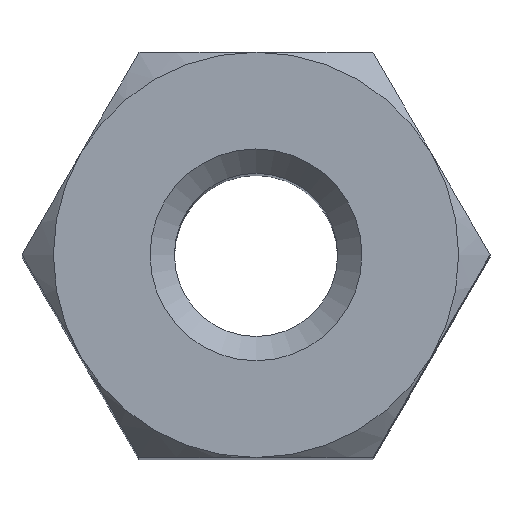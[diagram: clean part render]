
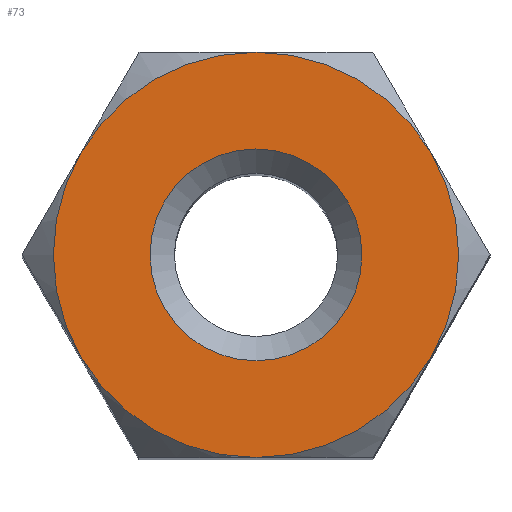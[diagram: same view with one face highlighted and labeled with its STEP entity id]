
A CAD part, top view. The second image highlights one B-rep face of the part: STEP entity #73.
In plain terms, the highlighted planar face has unit normal (0, 0, 1).
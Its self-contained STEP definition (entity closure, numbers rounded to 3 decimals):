
#73 = ADVANCED_FACE( '', ( #152, #153 ), #154, .T. );
#152 = FACE_BOUND( '', #233, .T. );
#153 = FACE_OUTER_BOUND( '', #234, .T. );
#154 = PLANE( '', #235 );
#233 = EDGE_LOOP( '', ( #371 ) );
#234 = EDGE_LOOP( '', ( #372, #373, #374, #375, #376, #377 ) );
#235 = AXIS2_PLACEMENT_3D( '', #378, #379, #380 );
#371 = ORIENTED_EDGE( '', *, *, #487, .T. );
#372 = ORIENTED_EDGE( '', *, *, #502, .F. );
#373 = ORIENTED_EDGE( '', *, *, #476, .F. );
#374 = ORIENTED_EDGE( '', *, *, #503, .F. );
#375 = ORIENTED_EDGE( '', *, *, #504, .T. );
#376 = ORIENTED_EDGE( '', *, *, #497, .F. );
#377 = ORIENTED_EDGE( '', *, *, #459, .F. );
#378 = CARTESIAN_POINT( '', ( 0., 0., 8. ) );
#379 = DIRECTION( '', ( 0., 0., 1. ) );
#380 = DIRECTION( '', ( 1., 0., 0. ) );
#459 = EDGE_CURVE( '', #534, #537, #538, .F. );
#476 = EDGE_CURVE( '', #562, #565, #566, .F. );
#487 = EDGE_CURVE( '', #580, #580, #581, .T. );
#497 = EDGE_CURVE( '', #537, #593, #594, .F. );
#502 = EDGE_CURVE( '', #565, #534, #599, .F. );
#503 = EDGE_CURVE( '', #554, #562, #600, .F. );
#504 = EDGE_CURVE( '', #554, #593, #601, .T. );
#534 = VERTEX_POINT( '', #631 );
#537 = VERTEX_POINT( '', #641 );
#538 = CIRCLE( '', #642, 2.5 );
#554 = VERTEX_POINT( '', #692 );
#562 = VERTEX_POINT( '', #718 );
#565 = VERTEX_POINT( '', #726 );
#566 = CIRCLE( '', #727, 2.5 );
#580 = VERTEX_POINT( '', #768 );
#581 = CIRCLE( '', #769, 1.307 );
#593 = VERTEX_POINT( '', #806 );
#594 = CIRCLE( '', #807, 2.5 );
#599 = CIRCLE( '', #826, 2.5 );
#600 = CIRCLE( '', #827, 2.5 );
#601 = CIRCLE( '', #828, 2.5 );
#631 = CARTESIAN_POINT( '', ( 0., -2.5, 8. ) );
#641 = CARTESIAN_POINT( '', ( -2.165, -1.25, 8. ) );
#642 = AXIS2_PLACEMENT_3D( '', #883, #884, #885 );
#692 = CARTESIAN_POINT( '', ( 0., 2.5, 8. ) );
#718 = CARTESIAN_POINT( '', ( 2.165, 1.25, 8. ) );
#726 = CARTESIAN_POINT( '', ( 2.165, -1.25, 8. ) );
#727 = AXIS2_PLACEMENT_3D( '', #890, #891, #892 );
#768 = CARTESIAN_POINT( '', ( 0., 1.307, 8. ) );
#769 = AXIS2_PLACEMENT_3D( '', #900, #901, #902 );
#806 = CARTESIAN_POINT( '', ( -2.165, 1.25, 8. ) );
#807 = AXIS2_PLACEMENT_3D( '', #904, #905, #906 );
#826 = AXIS2_PLACEMENT_3D( '', #907, #908, #909 );
#827 = AXIS2_PLACEMENT_3D( '', #910, #911, #912 );
#828 = AXIS2_PLACEMENT_3D( '', #913, #914, #915 );
#883 = CARTESIAN_POINT( '', ( 0., 0., 8. ) );
#884 = DIRECTION( '', ( 0., 0., 1. ) );
#885 = DIRECTION( '', ( 1., 0., 0. ) );
#890 = CARTESIAN_POINT( '', ( 0., 0., 8. ) );
#891 = DIRECTION( '', ( 0., 0., 1. ) );
#892 = DIRECTION( '', ( 1., 0., 0. ) );
#900 = CARTESIAN_POINT( '', ( 0., 0., 8. ) );
#901 = DIRECTION( '', ( 0., 0., -1. ) );
#902 = DIRECTION( '', ( 0., 1., 0. ) );
#904 = CARTESIAN_POINT( '', ( 0., 0., 8. ) );
#905 = DIRECTION( '', ( 0., 0., 1. ) );
#906 = DIRECTION( '', ( 1., 0., 0. ) );
#907 = CARTESIAN_POINT( '', ( 0., 0., 8. ) );
#908 = DIRECTION( '', ( 0., 0., 1. ) );
#909 = DIRECTION( '', ( 1., 0., 0. ) );
#910 = CARTESIAN_POINT( '', ( 0., 0., 8. ) );
#911 = DIRECTION( '', ( 0., 0., 1. ) );
#912 = DIRECTION( '', ( 1., 0., 0. ) );
#913 = CARTESIAN_POINT( '', ( 0., 0., 8. ) );
#914 = DIRECTION( '', ( 0., 0., 1. ) );
#915 = DIRECTION( '', ( 1., 0., 0. ) );
